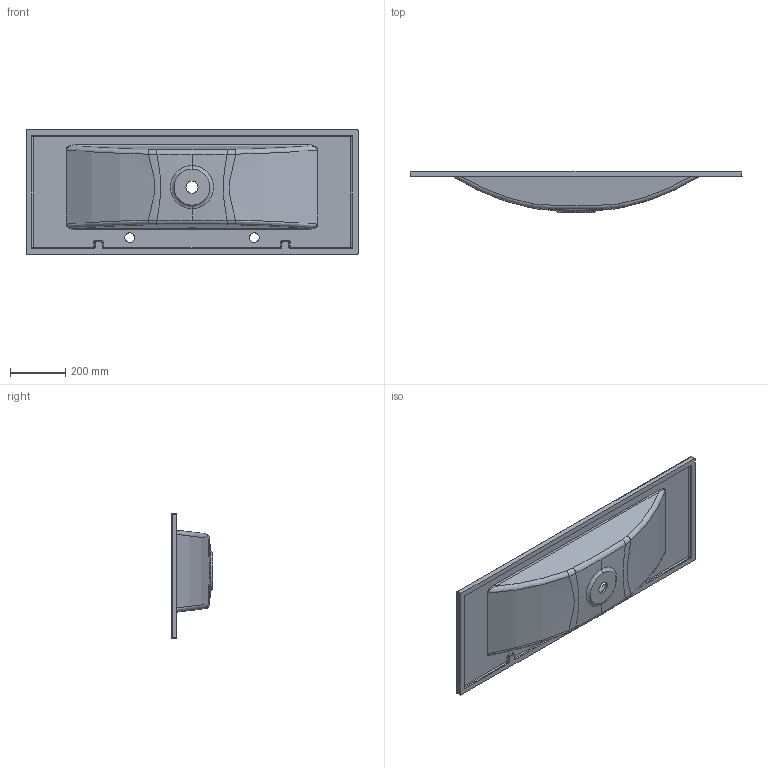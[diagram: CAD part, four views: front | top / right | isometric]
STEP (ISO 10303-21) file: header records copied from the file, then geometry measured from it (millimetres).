
FILE_DESCRIPTION (( 'STEP AP203' ), '1' );
FILE_NAME ('6229211212.step', '2020-12-18T12:34:23', ( 'admin' ), ( '' ), 'SwSTEP 2.0', 'SolidWorks 2019', '' );
FILE_SCHEMA (( 'CONFIG_CONTROL_DESIGN' ));
Length unit declared in the file: millimetre
Products named in the file (1): 6229211212
Bounding box: 1200 x 150 x 450 mm (x, y, z)
Volume: 9503571.9 mm3; surface area: 1452330.5 mm2
Topology: 1 solids, 1 shells, 134 faces, 318 edges, 178 vertices
Faces by surface type: cylinder 52, bspline 36, plane 24, sphere 10, torus 6, cone 6
Entity records: 6019 total; most frequent: CARTESIAN_POINT 3213, ORIENTED_EDGE 616, DIRECTION 520, EDGE_CURVE 308, AXIS2_PLACEMENT_3D 205, VERTEX_POINT 178, EDGE_LOOP 144, ADVANCED_FACE 134
